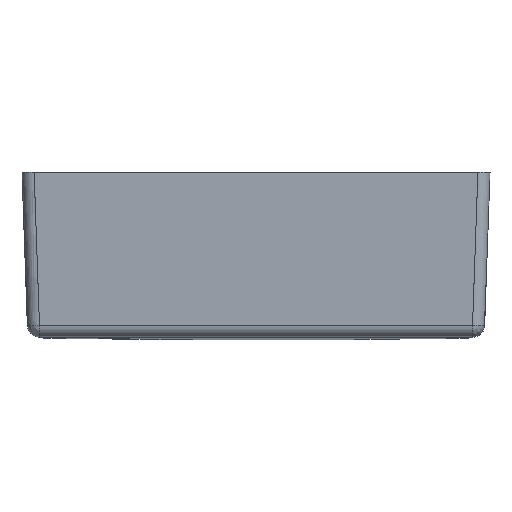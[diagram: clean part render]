
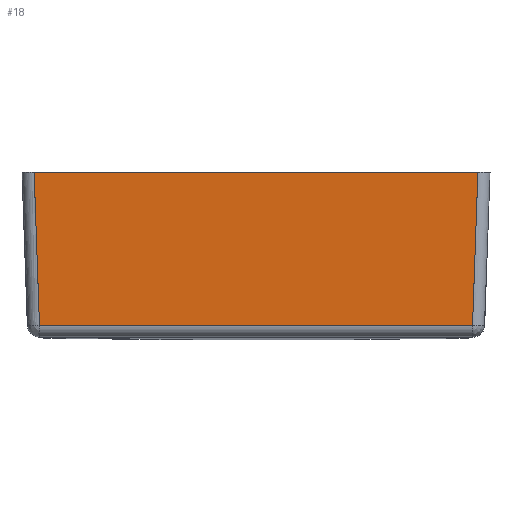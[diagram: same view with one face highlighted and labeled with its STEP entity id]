
A CAD part, left-side view. The second image highlights one B-rep face of the part: STEP entity #18.
In plain terms, the highlighted planar face has unit normal (-0.999, 0, -0.035).
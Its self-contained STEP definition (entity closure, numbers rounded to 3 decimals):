
#18=ADVANCED_FACE('',(#70),#726,.T.);
#70=FACE_OUTER_BOUND('',#119,.T.);
#119=EDGE_LOOP('',(#203,#204,#205,#206,#207,#208));
#203=ORIENTED_EDGE('',*,*,#401,.T.);
#204=ORIENTED_EDGE('',*,*,#416,.F.);
#205=ORIENTED_EDGE('',*,*,#402,.T.);
#206=ORIENTED_EDGE('',*,*,#415,.T.);
#207=ORIENTED_EDGE('',*,*,#413,.T.);
#208=ORIENTED_EDGE('',*,*,#414,.T.);
#401=EDGE_CURVE('',#652,#650,#558,.T.);
#402=EDGE_CURVE('',#649,#653,#559,.T.);
#413=EDGE_CURVE('',#656,#658,#566,.T.);
#414=EDGE_CURVE('',#658,#652,#567,.T.);
#415=EDGE_CURVE('',#653,#656,#568,.T.);
#416=EDGE_CURVE('',#649,#650,#569,.T.);
#558=B_SPLINE_CURVE_WITH_KNOTS('',1,(#1724,#1725),.UNSPECIFIED.,.F.,.F.,
(2,2),(15.816,15.835),.UNSPECIFIED.);
#559=B_SPLINE_CURVE_WITH_KNOTS('',1,(#1726,#1727),.UNSPECIFIED.,.F.,.F.,
(2,2),(0.,0.019),.UNSPECIFIED.);
#566=B_SPLINE_CURVE_WITH_KNOTS('',1,(#1765,#1766),.UNSPECIFIED.,.F.,.F.,
(2,2),(0.,357.21),.UNSPECIFIED.);
#567=B_SPLINE_CURVE_WITH_KNOTS('',1,(#1767,#1768,#1769),.UNSPECIFIED.,.F.,
 .F.,(2,1,2),(-103.998,-26.805,-9.785),
 .UNSPECIFIED.);
#568=B_SPLINE_CURVE_WITH_KNOTS('',1,(#1770,#1771,#1772),.UNSPECIFIED.,.F.,
 .F.,(2,1,2),(-103.528,-86.508,-9.314),
 .UNSPECIFIED.);
#569=B_SPLINE_CURVE_WITH_KNOTS('',1,(#1773,#1774),.UNSPECIFIED.,.F.,.F.,
(2,2),(-651.368,-285.371),.UNSPECIFIED.);
#649=VERTEX_POINT('',#1593);
#650=VERTEX_POINT('',#1594);
#652=VERTEX_POINT('',#1596);
#653=VERTEX_POINT('',#1597);
#656=VERTEX_POINT('',#1600);
#658=VERTEX_POINT('',#1602);
#726=PLANE('',#762);
#762=AXIS2_PLACEMENT_3D('',#824,#781,$);
#781=DIRECTION('',(-0.999,0.,-0.035));
#824=CARTESIAN_POINT('',(-213.574,253.727,11.139));
#1593=CARTESIAN_POINT('',(-218.011,182.999,138.189));
#1594=CARTESIAN_POINT('',(-218.011,-182.999,138.189));
#1596=CARTESIAN_POINT('',(-218.011,-183.017,138.189));
#1597=CARTESIAN_POINT('',(-218.011,183.017,138.189));
#1600=CARTESIAN_POINT('',(-213.599,178.605,11.84));
#1602=CARTESIAN_POINT('',(-213.599,-178.605,11.84));
#1724=CARTESIAN_POINT('',(-218.011,-183.017,138.189));
#1725=CARTESIAN_POINT('',(-218.011,-182.999,138.189));
#1726=CARTESIAN_POINT('',(-218.011,182.999,138.189));
#1727=CARTESIAN_POINT('',(-218.011,183.017,138.189));
#1765=CARTESIAN_POINT('',(-213.599,178.605,11.84));
#1766=CARTESIAN_POINT('',(-213.599,-178.605,11.84));
#1767=CARTESIAN_POINT('',(-213.599,-178.605,11.84));
#1768=CARTESIAN_POINT('',(-217.214,-182.22,115.363));
#1769=CARTESIAN_POINT('',(-218.011,-183.017,138.189));
#1770=CARTESIAN_POINT('',(-218.011,183.017,138.189));
#1771=CARTESIAN_POINT('',(-217.214,182.22,115.363));
#1772=CARTESIAN_POINT('',(-213.599,178.605,11.84));
#1773=CARTESIAN_POINT('',(-218.011,182.999,138.189));
#1774=CARTESIAN_POINT('',(-218.011,-182.999,138.189));
